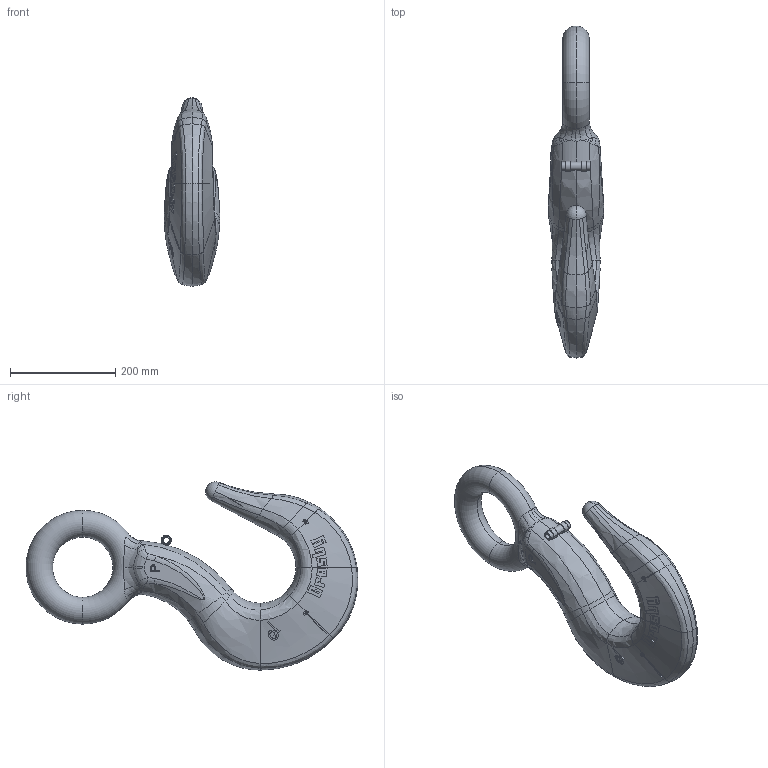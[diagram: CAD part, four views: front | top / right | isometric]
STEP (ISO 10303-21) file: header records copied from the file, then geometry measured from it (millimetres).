
FILE_DESCRIPTION((''),'2;1');
FILE_NAME('CROSBY_320_HK_ID_P','2003-12-12T',('adoughty'),('The Crosby Group, Inc.'),'PRO/ENGINEER BY PARAMETRIC TECHNOLOGY CORPORATION, 2001150','PRO/ENGINEER BY PARAMETRIC TECHNOLOGY CORPORATION, 2001150','');
FILE_SCHEMA(('CONFIG_CONTROL_DESIGN'));
Length unit declared in the file: inch
Products named in the file (1): CROSBY_320_HK_ID_P
Bounding box: 104.88 x 630.01 x 357.36 mm (x, y, z)
Volume: 6121952.2 mm3; surface area: 312040.8 mm2
Topology: 1 solids, 1 shells, 348 faces, 866 edges, 535 vertices
Faces by surface type: bspline 162, plane 136, cylinder 28, extrusion 14, torus 4, sphere 2, cone 2
Entity records: 20973 total; most frequent: CARTESIAN_POINT 14286, ORIENTED_EDGE 1728, EDGE_CURVE 864, DIRECTION 750, B_SPLINE_CURVE_WITH_KNOTS 570, VERTEX_POINT 535, EDGE_LOOP 371, FACE_OUTER_BOUND 348
